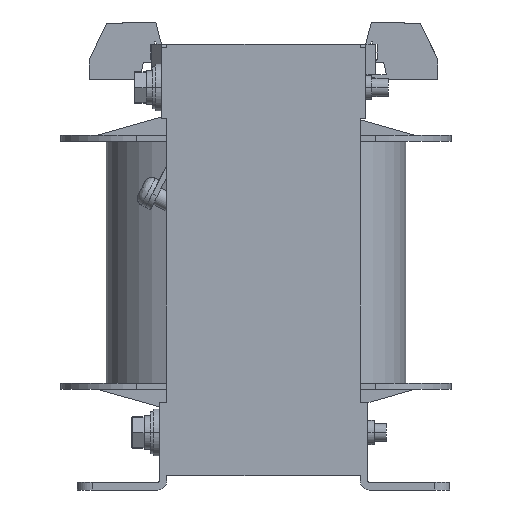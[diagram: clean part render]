
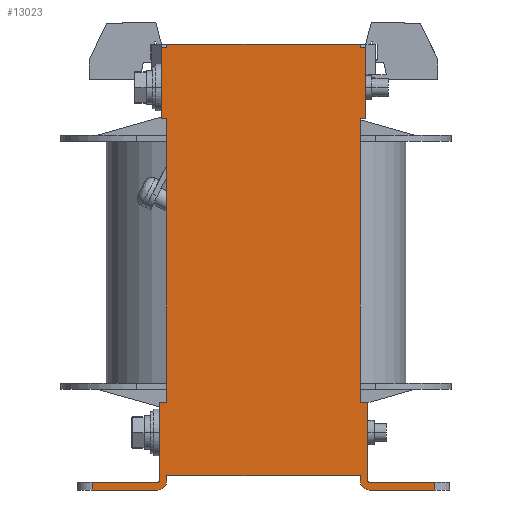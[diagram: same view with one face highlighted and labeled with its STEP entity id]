
A CAD part, front view. The second image highlights one B-rep face of the part: STEP entity #13023.
In plain terms, the highlighted planar face has unit normal (0, -1, 0).
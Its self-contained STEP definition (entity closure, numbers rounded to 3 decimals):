
#264=DIRECTION('',(0.,0.,1.));
#265=VECTOR('',#264,26.);
#266=CARTESIAN_POINT('',(32.5,-29.5,-120.75));
#267=LINE('',#266,#265);
#328=DIRECTION('',(1.,0.,0.));
#329=VECTOR('',#328,2.5);
#330=CARTESIAN_POINT('',(32.5,-29.5,-94.75));
#331=LINE('',#330,#329);
#408=DIRECTION('',(0.,0.,-1.));
#409=VECTOR('',#408,1.75);
#410=CARTESIAN_POINT('',(35.,-29.5,-119.));
#411=LINE('',#410,#409);
#1582=DIRECTION('',(0.,0.,1.));
#1583=VECTOR('',#1582,1.75);
#1584=CARTESIAN_POINT('',(99.,-29.5,-120.75));
#1585=LINE('',#1584,#1583);
#1674=DIRECTION('',(1.,0.,0.));
#1675=VECTOR('',#1674,2.5);
#1676=CARTESIAN_POINT('',(99.,-29.5,-94.75));
#1677=LINE('',#1676,#1675);
#1820=DIRECTION('',(0.,0.,-1.));
#1821=VECTOR('',#1820,26.);
#1822=CARTESIAN_POINT('',(101.5,-29.5,-94.75));
#1823=LINE('',#1822,#1821);
#2313=DIRECTION('',(1.,0.,0.));
#2314=VECTOR('',#2313,64.);
#2315=CARTESIAN_POINT('',(35.,-29.5,-119.));
#2316=LINE('',#2315,#2314);
#2350=DIRECTION('',(0.,-0.001,1.));
#2351=VECTOR('',#2350,1.);
#2352=CARTESIAN_POINT('',(99.,-29.499,22.5));
#2353=LINE('',#2352,#2351);
#2354=DIRECTION('',(0.,0.,1.));
#2355=VECTOR('',#2354,23.5);
#2356=CARTESIAN_POINT('',(100.8,-29.499,-1.));
#2357=LINE('',#2356,#2355);
#2358=DIRECTION('',(1.,0.,0.));
#2359=VECTOR('',#2358,1.8);
#2360=CARTESIAN_POINT('',(99.,-29.5,-1.));
#2361=LINE('',#2360,#2359);
#2362=DIRECTION('',(0.,0.,1.));
#2363=VECTOR('',#2362,93.75);
#2364=CARTESIAN_POINT('',(99.,-29.5,-94.75));
#2365=LINE('',#2364,#2363);
#2366=CARTESIAN_POINT('',(102.,-29.5,-120.75));
#2367=DIRECTION('',(0.,1.,0.));
#2368=DIRECTION('',(0.,0.,-1.));
#2369=AXIS2_PLACEMENT_3D('',#2366,#2367,#2368);
#2371=DIRECTION('',(-1.,0.,0.));
#2372=VECTOR('',#2371,21.5);
#2373=CARTESIAN_POINT('',(123.5,-29.5,-121.25));
#2374=LINE('',#2373,#2372);
#2375=DIRECTION('',(1.,0.,0.));
#2376=VECTOR('',#2375,21.5);
#2377=CARTESIAN_POINT('',(102.,-29.5,-123.75));
#2378=LINE('',#2377,#2376);
#2379=CARTESIAN_POINT('',(102.,-29.5,-120.75));
#2380=DIRECTION('',(0.,-1.,0.));
#2381=DIRECTION('',(-1.,0.,0.));
#2382=AXIS2_PLACEMENT_3D('',#2379,#2380,#2381);
#2384=CARTESIAN_POINT('',(32.,-29.5,-120.75));
#2385=DIRECTION('',(0.,1.,0.));
#2386=DIRECTION('',(1.,0.,0.));
#2387=AXIS2_PLACEMENT_3D('',#2384,#2385,#2386);
#2389=CARTESIAN_POINT('',(32.,-29.5,-120.75));
#2390=DIRECTION('',(0.,-1.,0.));
#2391=DIRECTION('',(0.,0.,-1.));
#2392=AXIS2_PLACEMENT_3D('',#2389,#2390,#2391);
#2394=DIRECTION('',(0.,0.,-1.));
#2395=VECTOR('',#2394,93.75);
#2396=CARTESIAN_POINT('',(35.,-29.5,-1.));
#2397=LINE('',#2396,#2395);
#2398=DIRECTION('',(1.,0.,0.));
#2399=VECTOR('',#2398,1.8);
#2400=CARTESIAN_POINT('',(33.2,-29.499,-1.));
#2401=LINE('',#2400,#2399);
#2402=DIRECTION('',(0.,0.,-1.));
#2403=VECTOR('',#2402,23.5);
#2404=CARTESIAN_POINT('',(33.2,-29.499,22.5));
#2405=LINE('',#2404,#2403);
#2406=DIRECTION('',(0.,0.001,-1.));
#2407=VECTOR('',#2406,1.);
#2408=CARTESIAN_POINT('',(35.,-29.5,23.5));
#2409=LINE('',#2408,#2407);
#2414=DIRECTION('',(-1.,0.,0.));
#2415=VECTOR('',#2414,1.8);
#2416=CARTESIAN_POINT('',(100.8,-29.499,22.5));
#2417=LINE('',#2416,#2415);
#2462=DIRECTION('',(-1.,0.,0.));
#2463=VECTOR('',#2462,64.);
#2464=CARTESIAN_POINT('',(99.,-29.5,23.5));
#2465=LINE('',#2464,#2463);
#3405=DIRECTION('',(-1.,0.,0.));
#3406=VECTOR('',#3405,1.8);
#3407=CARTESIAN_POINT('',(35.,-29.499,22.5));
#3408=LINE('',#3407,#3406);
#6092=DIRECTION('',(0.,0.,1.));
#6093=VECTOR('',#6092,2.5);
#6094=CARTESIAN_POINT('',(123.5,-29.5,-123.75));
#6095=LINE('',#6094,#6093);
#6320=DIRECTION('',(-1.,0.,0.));
#6321=VECTOR('',#6320,21.5);
#6322=CARTESIAN_POINT('',(32.,-29.5,-123.75));
#6323=LINE('',#6322,#6321);
#6377=DIRECTION('',(1.,0.,0.));
#6378=VECTOR('',#6377,21.5);
#6379=CARTESIAN_POINT('',(10.5,-29.5,-121.25));
#6380=LINE('',#6379,#6378);
#6438=DIRECTION('',(0.,0.,-1.));
#6439=VECTOR('',#6438,2.5);
#6440=CARTESIAN_POINT('',(10.5,-29.5,-121.25));
#6441=LINE('',#6440,#6439);
#7543=CARTESIAN_POINT('',(33.2,-29.499,-1.));
#7544=VERTEX_POINT('',#7543);
#7587=CARTESIAN_POINT('',(33.2,-29.499,22.5));
#7588=VERTEX_POINT('',#7587);
#7849=CARTESIAN_POINT('',(100.8,-29.499,-1.));
#7850=VERTEX_POINT('',#7849);
#7862=CARTESIAN_POINT('',(100.8,-29.499,22.5));
#7864=VERTEX_POINT('',#7862);
#7917=CARTESIAN_POINT('',(10.5,-29.5,-121.25));
#7918=CARTESIAN_POINT('',(10.5,-29.5,-123.75));
#7919=VERTEX_POINT('',#7917);
#7920=VERTEX_POINT('',#7918);
#7921=CARTESIAN_POINT('',(32.,-29.5,-123.75));
#7922=VERTEX_POINT('',#7921);
#7923=CARTESIAN_POINT('',(35.,-29.5,-120.75));
#7924=VERTEX_POINT('',#7923);
#7925=CARTESIAN_POINT('',(32.5,-29.5,-120.75));
#7926=CARTESIAN_POINT('',(32.5,-29.5,-94.75));
#7927=VERTEX_POINT('',#7925);
#7928=VERTEX_POINT('',#7926);
#7929=CARTESIAN_POINT('',(32.,-29.5,-121.25));
#7930=VERTEX_POINT('',#7929);
#8036=CARTESIAN_POINT('',(123.5,-29.5,-123.75));
#8038=VERTEX_POINT('',#8036);
#8039=CARTESIAN_POINT('',(102.,-29.5,-123.75));
#8040=VERTEX_POINT('',#8039);
#8073=CARTESIAN_POINT('',(123.5,-29.5,-121.25));
#8075=VERTEX_POINT('',#8073);
#8077=CARTESIAN_POINT('',(102.,-29.5,-121.25));
#8078=VERTEX_POINT('',#8077);
#8111=CARTESIAN_POINT('',(99.,-29.5,-120.75));
#8112=VERTEX_POINT('',#8111);
#8113=CARTESIAN_POINT('',(101.5,-29.5,-94.75));
#8114=CARTESIAN_POINT('',(101.5,-29.5,-120.75));
#8115=VERTEX_POINT('',#8113);
#8116=VERTEX_POINT('',#8114);
#9103=CARTESIAN_POINT('',(99.,-29.5,23.5));
#9104=CARTESIAN_POINT('',(35.,-29.5,23.5));
#9105=VERTEX_POINT('',#9103);
#9106=VERTEX_POINT('',#9104);
#9195=CARTESIAN_POINT('',(35.,-29.5,-119.));
#9197=VERTEX_POINT('',#9195);
#9203=CARTESIAN_POINT('',(35.,-29.5,-94.75));
#9205=VERTEX_POINT('',#9203);
#9291=CARTESIAN_POINT('',(99.,-29.5,-119.));
#9293=VERTEX_POINT('',#9291);
#9304=CARTESIAN_POINT('',(99.,-29.5,-94.75));
#9306=VERTEX_POINT('',#9304);
#9308=CARTESIAN_POINT('',(35.,-29.5,-1.));
#9310=VERTEX_POINT('',#9308);
#9312=CARTESIAN_POINT('',(35.,-29.499,22.5));
#9314=VERTEX_POINT('',#9312);
#9338=CARTESIAN_POINT('',(99.,-29.5,-1.));
#9340=VERTEX_POINT('',#9338);
#9342=CARTESIAN_POINT('',(99.,-29.499,22.5));
#9344=VERTEX_POINT('',#9342);
#12970=CARTESIAN_POINT('',(67.,-29.5,-62.));
#12971=DIRECTION('',(0.,1.,0.));
#12972=DIRECTION('',(0.,0.,-1.));
#12973=AXIS2_PLACEMENT_3D('',#12970,#12971,#12972);
#12974=PLANE('',#12973);
#12975=ORIENTED_EDGE('',*,*,#12963,.F.);
#12977=ORIENTED_EDGE('',*,*,#12976,.F.);
#12979=ORIENTED_EDGE('',*,*,#12978,.F.);
#12980=ORIENTED_EDGE('',*,*,#12933,.F.);
#12981=ORIENTED_EDGE('',*,*,#12951,.F.);
#12982=ORIENTED_EDGE('',*,*,#12059,.T.);
#12983=ORIENTED_EDGE('',*,*,#12336,.T.);
#12985=ORIENTED_EDGE('',*,*,#12984,.F.);
#12987=ORIENTED_EDGE('',*,*,#12986,.F.);
#12989=ORIENTED_EDGE('',*,*,#12988,.F.);
#12991=ORIENTED_EDGE('',*,*,#12990,.F.);
#12993=ORIENTED_EDGE('',*,*,#12992,.F.);
#12994=ORIENTED_EDGE('',*,*,#11896,.T.);
#12995=ORIENTED_EDGE('',*,*,#12885,.F.);
#12996=ORIENTED_EDGE('',*,*,#10247,.T.);
#12998=ORIENTED_EDGE('',*,*,#12997,.T.);
#13000=ORIENTED_EDGE('',*,*,#12999,.T.);
#13002=ORIENTED_EDGE('',*,*,#13001,.F.);
#13004=ORIENTED_EDGE('',*,*,#13003,.T.);
#13006=ORIENTED_EDGE('',*,*,#13005,.T.);
#13007=ORIENTED_EDGE('',*,*,#9982,.T.);
#13008=ORIENTED_EDGE('',*,*,#10133,.T.);
#13010=ORIENTED_EDGE('',*,*,#13009,.F.);
#13012=ORIENTED_EDGE('',*,*,#13011,.F.);
#13014=ORIENTED_EDGE('',*,*,#13013,.F.);
#13016=ORIENTED_EDGE('',*,*,#13015,.F.);
#13018=ORIENTED_EDGE('',*,*,#13017,.F.);
#13020=ORIENTED_EDGE('',*,*,#13019,.F.);
#13021=EDGE_LOOP('',(#12975,#12977,#12979,#12980,#12981,#12982,#12983,#12985,
#12987,#12989,#12991,#12993,#12994,#12995,#12996,#12998,#13000,#13002,#13004,
#13006,#13007,#13008,#13010,#13012,#13014,#13016,#13018,#13020));
#13022=FACE_OUTER_BOUND('',#13021,.F.);
#13023=ADVANCED_FACE('',(#13022),#12974,.F.);
#2370=CIRCLE('',#2369,0.5);
#2383=CIRCLE('',#2382,3.);
#2388=CIRCLE('',#2387,3.);
#2393=CIRCLE('',#2392,0.5);
#9982=EDGE_CURVE('',#7927,#7928,#267,.T.);
#10133=EDGE_CURVE('',#7928,#9205,#331,.T.);
#10247=EDGE_CURVE('',#9197,#7924,#411,.T.);
#11896=EDGE_CURVE('',#8112,#9293,#1585,.T.);
#12059=EDGE_CURVE('',#9306,#8115,#1677,.T.);
#12336=EDGE_CURVE('',#8115,#8116,#1823,.T.);
#12885=EDGE_CURVE('',#9197,#9293,#2316,.T.);
#12933=EDGE_CURVE('',#9340,#7850,#2361,.T.);
#12951=EDGE_CURVE('',#9306,#9340,#2365,.T.);
#12963=EDGE_CURVE('',#9344,#9105,#2353,.T.);
#12976=EDGE_CURVE('',#7864,#9344,#2417,.T.);
#12978=EDGE_CURVE('',#7850,#7864,#2357,.T.);
#12984=EDGE_CURVE('',#8078,#8116,#2370,.T.);
#12986=EDGE_CURVE('',#8075,#8078,#2374,.T.);
#12988=EDGE_CURVE('',#8038,#8075,#6095,.T.);
#12990=EDGE_CURVE('',#8040,#8038,#2378,.T.);
#12992=EDGE_CURVE('',#8112,#8040,#2383,.T.);
#12997=EDGE_CURVE('',#7924,#7922,#2388,.T.);
#12999=EDGE_CURVE('',#7922,#7920,#6323,.T.);
#13001=EDGE_CURVE('',#7919,#7920,#6441,.T.);
#13003=EDGE_CURVE('',#7919,#7930,#6380,.T.);
#13005=EDGE_CURVE('',#7930,#7927,#2393,.T.);
#13009=EDGE_CURVE('',#9310,#9205,#2397,.T.);
#13011=EDGE_CURVE('',#7544,#9310,#2401,.T.);
#13013=EDGE_CURVE('',#7588,#7544,#2405,.T.);
#13015=EDGE_CURVE('',#9314,#7588,#3408,.T.);
#13017=EDGE_CURVE('',#9106,#9314,#2409,.T.);
#13019=EDGE_CURVE('',#9105,#9106,#2465,.T.);
